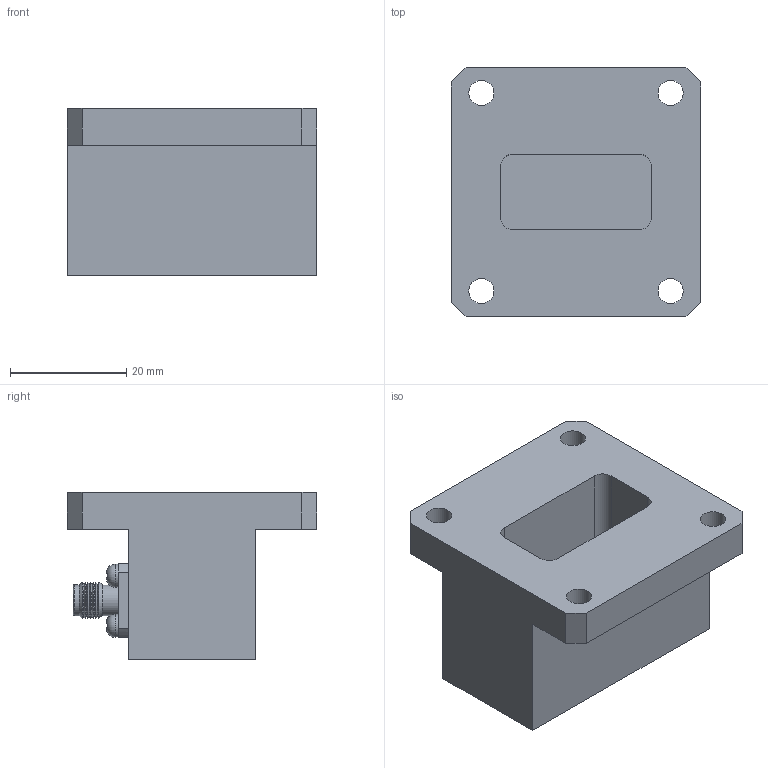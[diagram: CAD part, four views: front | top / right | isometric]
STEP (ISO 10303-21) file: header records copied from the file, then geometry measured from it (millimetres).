
FILE_DESCRIPTION (( 'STEP AP203' ), '1' );
FILE_NAME ('FMWCA9805_3D.step', '2022-03-14T15:30:21', ( '' ), ( '' ), 'SwSTEP 2.0', 'SolidWorks 2021', '' );
FILE_SCHEMA (( 'CONFIG_CONTROL_DESIGN' ));
Length unit declared in the file: inch
Products named in the file (1): FMWCA9805_3D
Bounding box: 42.88 x 42.88 x 28.7 mm (x, y, z)
Volume: 23782.4 mm3; surface area: 10297.2 mm2
Topology: 1 solids, 6 shells, 148 faces, 355 edges, 225 vertices
Faces by surface type: plane 96, cylinder 27, cone 20, torus 5
Full cylindrical faces by diameter (mm): 1 x1, 1.259 x4, 1.3 x1, 3.2 x1, 3.974 x4, 4.3 x1, 4.318 x4, 4.6 x1, 5.257 x1, 5.338 x1
Entity records: 4133 total; most frequent: CARTESIAN_POINT 873, DIRECTION 638, ORIENTED_EDGE 602, EDGE_CURVE 301, AXIS2_PLACEMENT_3D 236, VERTEX_POINT 215, EDGE_LOOP 206, FACE_OUTER_BOUND 172
